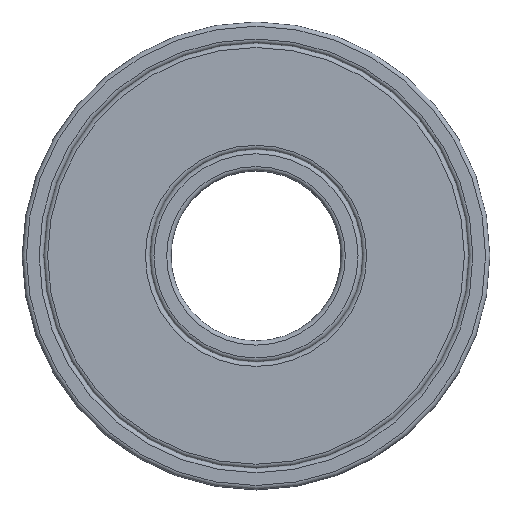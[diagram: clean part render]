
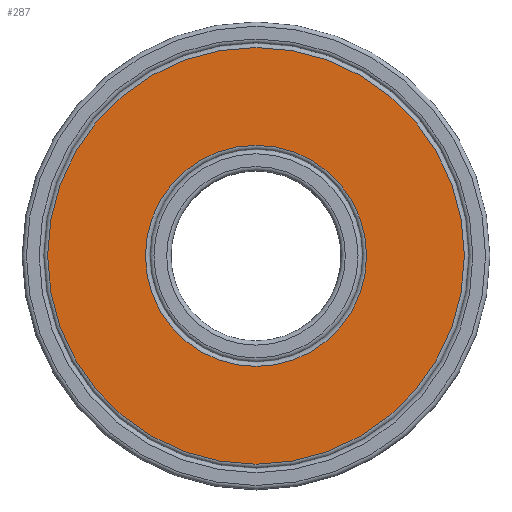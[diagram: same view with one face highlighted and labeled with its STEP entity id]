
A CAD part, top view. The second image highlights one B-rep face of the part: STEP entity #287.
In plain terms, the highlighted planar face has unit normal (0, 0, 1).
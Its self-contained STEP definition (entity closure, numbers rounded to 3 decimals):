
#21=FACE_BOUND('',#67,.T.);
#27=PLANE('',#333);
#45=FACE_OUTER_BOUND('',#66,.T.);
#66=EDGE_LOOP('',(#208));
#67=EDGE_LOOP('',(#209));
#95=CIRCLE('',#329,5.2);
#99=CIRCLE('',#334,9.8);
#131=VERTEX_POINT('',#514);
#134=VERTEX_POINT('',#522);
#159=EDGE_CURVE('',#131,#131,#95,.T.);
#163=EDGE_CURVE('',#134,#134,#99,.T.);
#208=ORIENTED_EDGE('',*,*,#163,.F.);
#209=ORIENTED_EDGE('',*,*,#159,.F.);
#287=ADVANCED_FACE('',(#45,#21),#27,.T.);
#329=AXIS2_PLACEMENT_3D('',#515,#401,#402);
#333=AXIS2_PLACEMENT_3D('',#521,#409,#410);
#334=AXIS2_PLACEMENT_3D('',#523,#411,#412);
#401=DIRECTION('center_axis',(0.,0.,1.));
#402=DIRECTION('ref_axis',(1.,0.,0.));
#409=DIRECTION('center_axis',(0.,0.,1.));
#410=DIRECTION('ref_axis',(1.,0.,0.));
#411=DIRECTION('center_axis',(0.,0.,-1.));
#412=DIRECTION('ref_axis',(1.,0.,0.));
#514=CARTESIAN_POINT('',(5.2,0.,7.));
#515=CARTESIAN_POINT('Origin',(0.,0.,7.));
#521=CARTESIAN_POINT('Origin',(0.,0.,7.));
#522=CARTESIAN_POINT('',(-9.8,0.,7.));
#523=CARTESIAN_POINT('Origin',(0.,0.,7.));
